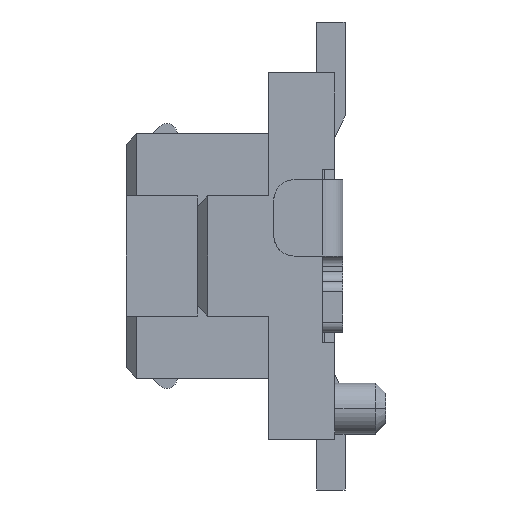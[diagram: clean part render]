
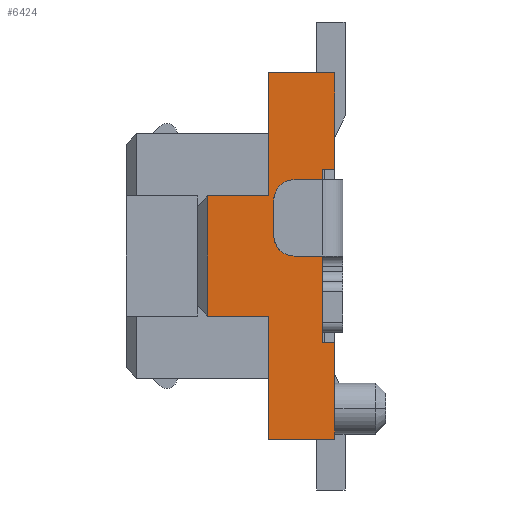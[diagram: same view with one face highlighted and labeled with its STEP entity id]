
A CAD part, left-side view. The second image highlights one B-rep face of the part: STEP entity #6424.
In plain terms, the highlighted planar face has unit normal (-1, 0, 0).
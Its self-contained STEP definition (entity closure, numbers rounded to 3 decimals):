
#2070=DIRECTION('',(0.,0.,-1.));
#2071=VECTOR('',#2070,0.65);
#2072=CARTESIAN_POINT('',(-2.3,0.,-0.85));
#2073=LINE('13800',#2072,#2071);
#2074=DIRECTION('',(0.,0.,-1.));
#2075=VECTOR('',#2074,0.3);
#2076=CARTESIAN_POINT('',(-2.3,0.,-1.5));
#2077=LINE('13801',#2076,#2075);
#2078=DIRECTION('',(0.,1.,0.));
#2079=VECTOR('',#2078,0.65);
#2080=CARTESIAN_POINT('',(-2.3,0.,-1.8));
#2081=LINE('213',#2080,#2079);
#2082=DIRECTION('',(0.,0.,1.));
#2083=VECTOR('',#2082,1.21);
#2084=CARTESIAN_POINT('',(-2.3,0.65,-1.8));
#2085=LINE('12066',#2084,#2083);
#2086=DIRECTION('',(0.,-1.,0.));
#2087=VECTOR('',#2086,0.6);
#2088=CARTESIAN_POINT('',(-2.3,1.25,-0.59));
#2089=LINE('12753',#2088,#2087);
#2090=DIRECTION('',(0.,0.,-1.));
#2091=VECTOR('',#2090,1.18);
#2092=CARTESIAN_POINT('',(-2.3,1.25,0.59));
#2093=LINE('12726',#2092,#2091);
#2094=DIRECTION('',(0.,-1.,0.));
#2095=VECTOR('',#2094,0.6);
#2096=CARTESIAN_POINT('',(-2.3,1.25,0.59));
#2097=LINE('12754',#2096,#2095);
#2098=DIRECTION('',(0.,0.,1.));
#2099=VECTOR('',#2098,1.21);
#2100=CARTESIAN_POINT('',(-2.3,0.65,0.59));
#2101=LINE('12067',#2100,#2099);
#2102=DIRECTION('',(0.,0.,-1.));
#2103=VECTOR('',#2102,0.95);
#2104=CARTESIAN_POINT('',(-2.3,0.,1.8));
#2105=LINE('12094',#2104,#2103);
#2106=DIRECTION('',(0.,1.,0.));
#2107=VECTOR('',#2106,0.12);
#2108=CARTESIAN_POINT('',(-2.3,0.,0.85));
#2109=LINE('12090',#2108,#2107);
#2110=DIRECTION('',(0.,0.,1.));
#2111=VECTOR('',#2110,1.7);
#2112=CARTESIAN_POINT('',(-2.3,0.12,-0.85));
#2113=LINE('12088',#2112,#2111);
#2114=DIRECTION('',(0.,1.,0.));
#2115=VECTOR('',#2114,0.12);
#2116=CARTESIAN_POINT('',(-2.3,0.,-0.85));
#2117=LINE('12089',#2116,#2115);
#2194=DIRECTION('',(0.,1.,0.));
#2195=VECTOR('',#2194,0.65);
#2196=CARTESIAN_POINT('',(-2.3,0.,1.8));
#2197=LINE('218',#2196,#2195);
#3298=CARTESIAN_POINT('',(-2.3,0.65,1.8));
#3300=VERTEX_POINT('',#3298);
#3303=CARTESIAN_POINT('',(-2.3,0.65,-1.8));
#3305=VERTEX_POINT('',#3303);
#3306=CARTESIAN_POINT('',(-2.3,0.,-1.8));
#3307=VERTEX_POINT('',#3306);
#3308=CARTESIAN_POINT('',(-2.3,0.,1.8));
#3309=VERTEX_POINT('',#3308);
#3314=CARTESIAN_POINT('',(-2.3,0.65,-0.59));
#3315=VERTEX_POINT('',#3314);
#3320=CARTESIAN_POINT('',(-2.3,0.65,0.59));
#3321=VERTEX_POINT('',#3320);
#3346=CARTESIAN_POINT('',(-2.3,0.12,-0.85));
#3348=VERTEX_POINT('',#3346);
#3351=CARTESIAN_POINT('',(-2.3,0.12,0.85));
#3353=VERTEX_POINT('',#3351);
#3359=CARTESIAN_POINT('',(-2.3,0.,-1.5));
#3361=VERTEX_POINT('',#3359);
#4066=CARTESIAN_POINT('',(-2.3,0.,-0.85));
#4067=VERTEX_POINT('',#4066);
#4068=CARTESIAN_POINT('',(-2.3,0.,0.85));
#4069=VERTEX_POINT('',#4068);
#4130=CARTESIAN_POINT('',(-2.3,1.25,-0.59));
#4132=VERTEX_POINT('',#4130);
#4136=CARTESIAN_POINT('',(-2.3,1.25,0.59));
#4137=VERTEX_POINT('',#4136);
#6400=CARTESIAN_POINT('',(-2.3,0.,-1.8));
#6401=DIRECTION('',(-1.,0.,0.));
#6402=DIRECTION('',(0.,0.,1.));
#6403=AXIS2_PLACEMENT_3D('',#6400,#6401,#6402);
#6404=PLANE('68',#6403);
#6405=ORIENTED_EDGE('13800',*,*,#4333,.T.);
#6406=ORIENTED_EDGE('13801',*,*,#4327,.T.);
#6407=ORIENTED_EDGE('213',*,*,#4486,.T.);
#6408=ORIENTED_EDGE('12066',*,*,#5424,.T.);
#6410=ORIENTED_EDGE('12753',*,*,#6409,.F.);
#6412=ORIENTED_EDGE('12726',*,*,#6411,.F.);
#6414=ORIENTED_EDGE('12754',*,*,#6413,.T.);
#6415=ORIENTED_EDGE('12067',*,*,#5401,.T.);
#6417=ORIENTED_EDGE('218',*,*,#6416,.F.);
#6418=ORIENTED_EDGE('12094',*,*,#4341,.T.);
#6419=ORIENTED_EDGE('12090',*,*,#6368,.T.);
#6420=ORIENTED_EDGE('12088',*,*,#6228,.F.);
#6421=ORIENTED_EDGE('12089',*,*,#6394,.F.);
#6422=EDGE_LOOP('68',(#6405,#6406,#6407,#6408,#6410,#6412,#6414,#6415,#6417,
#6418,#6419,#6420,#6421));
#6423=FACE_OUTER_BOUND('68',#6422,.F.);
#4327=EDGE_CURVE('13801',#3361,#3307,#2077,.T.);
#4333=EDGE_CURVE('13800',#4067,#3361,#2073,.T.);
#4341=EDGE_CURVE('12094',#3309,#4069,#2105,.T.);
#4486=EDGE_CURVE('213',#3307,#3305,#2081,.T.);
#5401=EDGE_CURVE('12067',#3321,#3300,#2101,.T.);
#5424=EDGE_CURVE('12066',#3305,#3315,#2085,.T.);
#6228=EDGE_CURVE('12088',#3348,#3353,#2113,.T.);
#6368=EDGE_CURVE('12090',#4069,#3353,#2109,.T.);
#6394=EDGE_CURVE('12089',#4067,#3348,#2117,.T.);
#6409=EDGE_CURVE('12753',#4132,#3315,#2089,.T.);
#6411=EDGE_CURVE('12726',#4137,#4132,#2093,.T.);
#6413=EDGE_CURVE('12754',#4137,#3321,#2097,.T.);
#6416=EDGE_CURVE('218',#3309,#3300,#2197,.T.);
#6424=ADVANCED_FACE('68',(#6423),#6404,.T.);
